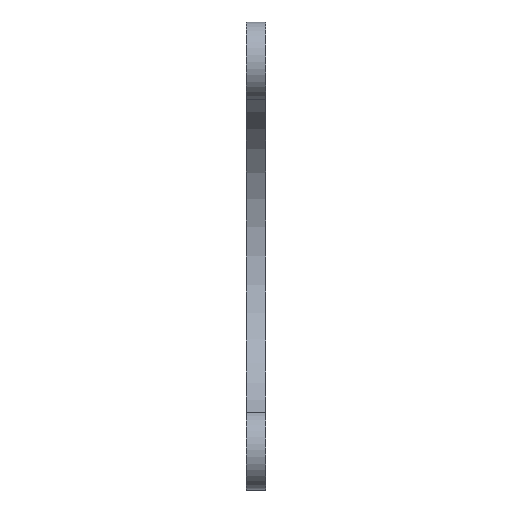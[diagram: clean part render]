
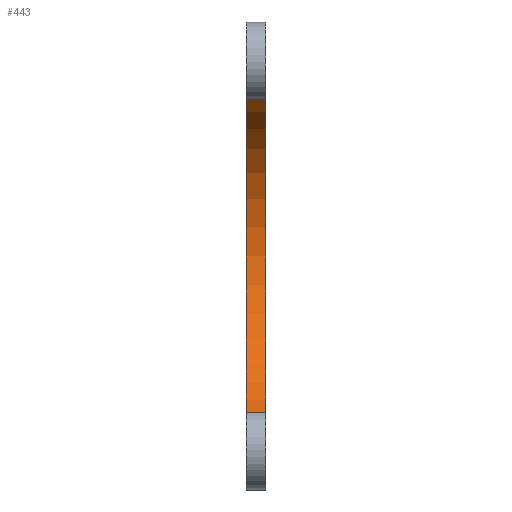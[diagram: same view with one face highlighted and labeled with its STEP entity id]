
A CAD part, left-side view. The second image highlights one B-rep face of the part: STEP entity #443.
In plain terms, the highlighted cylindrical face has radius 33.623 mm (diameter 67.247 mm), a partial arc.
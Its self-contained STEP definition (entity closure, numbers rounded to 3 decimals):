
#26 = EDGE_CURVE ( 'NONE', #121, #689, #299, .T. ) ;
#73 = CARTESIAN_POINT ( 'NONE',  ( -41.742, 4., 31.416 ) ) ;
#108 = EDGE_CURVE ( 'NONE', #321, #121, #307, .T. ) ;
#114 = VECTOR ( 'NONE', #440, 1000. ) ;
#121 = VERTEX_POINT ( 'NONE', #73 ) ;
#122 = CARTESIAN_POINT ( 'NONE',  ( -41.742, 4., -31.416 ) ) ;
#136 = DIRECTION ( 'NONE',  ( 0., -1., 0. ) ) ;
#172 = FACE_OUTER_BOUND ( 'NONE', #190, .T. ) ;
#180 = CARTESIAN_POINT ( 'NONE',  ( -53.723, 0., 0. ) ) ;
#183 = DIRECTION ( 'NONE',  ( 0., -1., 0. ) ) ;
#190 = EDGE_LOOP ( 'NONE', ( #437, #606, #398, #762 ) ) ;
#299 = LINE ( 'NONE', #950, #114 ) ;
#307 = CIRCLE ( 'NONE', #621, 33.623 ) ;
#321 = VERTEX_POINT ( 'NONE', #376 ) ;
#376 = CARTESIAN_POINT ( 'NONE',  ( -41.742, 4., -31.416 ) ) ;
#398 = ORIENTED_EDGE ( 'NONE', *, *, #108, .F. ) ;
#437 = ORIENTED_EDGE ( 'NONE', *, *, #899, .T. ) ;
#440 = DIRECTION ( 'NONE',  ( 0., -1., 0. ) ) ;
#443 = ADVANCED_FACE ( 'NONE', ( #172 ), #863, .F. ) ;
#498 = CARTESIAN_POINT ( 'NONE',  ( -53.723, 4., 0. ) ) ;
#502 = AXIS2_PLACEMENT_3D ( 'NONE', #180, #183, #556 ) ;
#540 = EDGE_CURVE ( 'NONE', #321, #786, #799, .T. ) ;
#556 = DIRECTION ( 'NONE',  ( 0., 0., 1. ) ) ;
#564 = DIRECTION ( 'NONE',  ( 0., 0., -1. ) ) ;
#577 = CIRCLE ( 'NONE', #502, 33.623 ) ;
#606 = ORIENTED_EDGE ( 'NONE', *, *, #26, .F. ) ;
#621 = AXIS2_PLACEMENT_3D ( 'NONE', #498, #938, #660 ) ;
#652 = CARTESIAN_POINT ( 'NONE',  ( -41.742, 0., 31.416 ) ) ;
#660 = DIRECTION ( 'NONE',  ( 0., 0., 1. ) ) ;
#667 = CARTESIAN_POINT ( 'NONE',  ( -41.742, 0., -31.416 ) ) ;
#689 = VERTEX_POINT ( 'NONE', #652 ) ;
#762 = ORIENTED_EDGE ( 'NONE', *, *, #540, .T. ) ;
#770 = VECTOR ( 'NONE', #879, 1000. ) ;
#786 = VERTEX_POINT ( 'NONE', #667 ) ;
#799 = LINE ( 'NONE', #122, #770 ) ;
#850 = AXIS2_PLACEMENT_3D ( 'NONE', #942, #136, #564 ) ;
#863 = CYLINDRICAL_SURFACE ( 'NONE', #850, 33.623 ) ;
#879 = DIRECTION ( 'NONE',  ( 0., -1., 0. ) ) ;
#899 = EDGE_CURVE ( 'NONE', #786, #689, #577, .T. ) ;
#938 = DIRECTION ( 'NONE',  ( 0., -1., 0. ) ) ;
#942 = CARTESIAN_POINT ( 'NONE',  ( -53.723, 4., 0. ) ) ;
#950 = CARTESIAN_POINT ( 'NONE',  ( -41.742, 4., 31.416 ) ) ;
